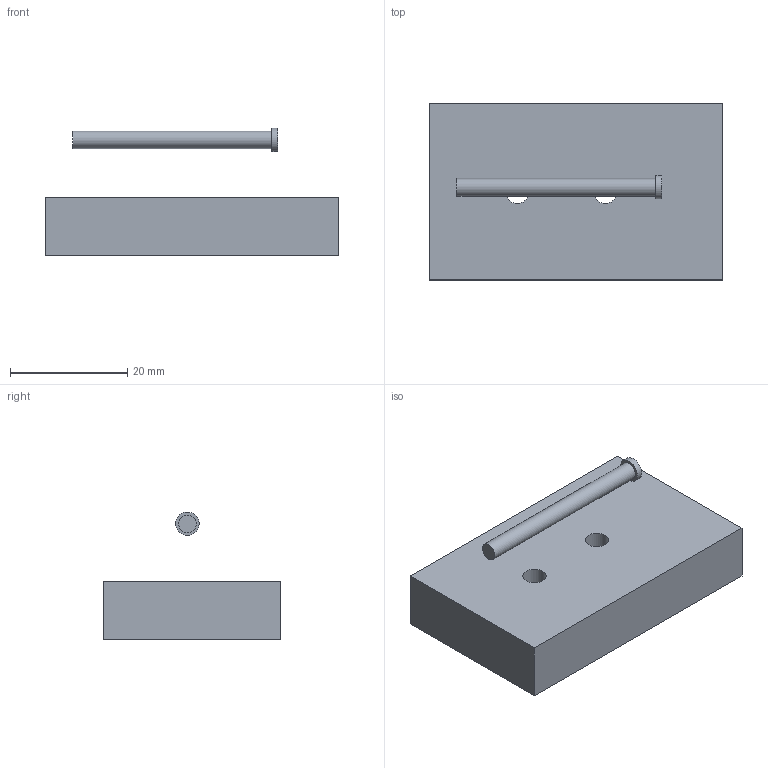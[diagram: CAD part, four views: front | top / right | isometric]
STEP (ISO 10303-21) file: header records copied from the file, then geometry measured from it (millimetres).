
FILE_DESCRIPTION(/* description */ (''),/* implementation_level */ '2;1');
FILE_NAME(/* name */ 'FOR SHEET METAL COURSE v7.step',/* time_stamp */ '2019-01-03T20:47:14+05:00',/* author */ ('mufadal89'),/* organization */ (''),/* preprocessor_version */ 'ST-DEVELOPER v17.2',/* originating_system */ 'Autodesk Translation Framework v7.6.0.251',/* authorisation */ '');
FILE_SCHEMA (('AUTOMOTIVE_DESIGN { 1 0 10303 214 3 1 1 }'));
Length unit declared in the file: millimetre
Products named in the file (3): FOR SHEET METAL COURSE; Component1; Component3
Assembly tree (2 placements, depth 2):
  FOR SHEET METAL COURSE
    Component1
    Component3
Bounding box: 50 x 30 x 21.79 mm (x, y, z)
Volume: 15000.6 mm3; surface area: 5157.9 mm2
Topology: 2 solids, 2 shells, 13 faces, 24 edges, 16 vertices
Faces by surface type: plane 9, cylinder 4
Full cylindrical faces by diameter (mm): 3 x1, 4 x3
Entity records: 447 total; most frequent: DIRECTION 68, CARTESIAN_POINT 58, ORIENTED_EDGE 48, AXIS2_PLACEMENT_3D 26, EDGE_CURVE 24, EDGE_LOOP 18, LINE 16, VECTOR 16
